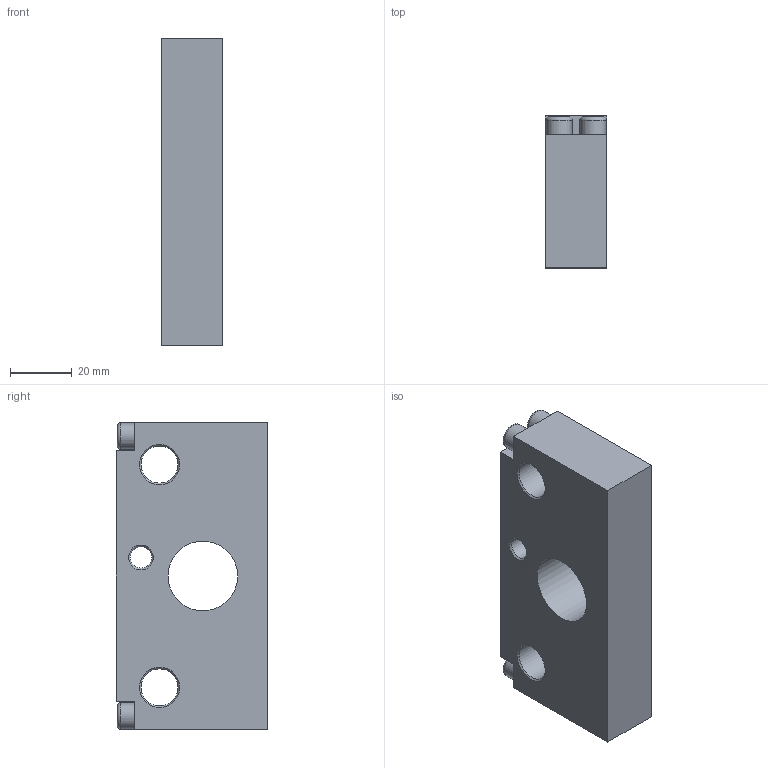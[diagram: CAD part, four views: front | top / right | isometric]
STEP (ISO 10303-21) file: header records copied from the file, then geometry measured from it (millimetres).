
FILE_DESCRIPTION(/* description */ ('STEP AP214'),/* implementation_level */ '2;1');
FILE_NAME(/* name */ '119529_SLM-20-KF-A',/* time_stamp */ '2024-09-15T07:17:29+02:00',/* author */ ('License CC BY-ND 4.0'),/* organization */ ('CADENAS'),/* preprocessor_version */ 'ST-DEVELOPER v19.3',/* originating_system */ 'PARTsolutions',/* authorisation */ ' ');
FILE_SCHEMA (('AUTOMOTIVE_DESIGN {1 0 10303 214 3 1 1}'));
Length unit declared in the file: millimetre
Products named in the file (1): 119529 SLM-20-KF-A
Bounding box: 20 x 49 x 99.5 mm (x, y, z)
Volume: 83187.3 mm3; surface area: 18112.1 mm2
Topology: 1 solids, 1 shells, 60 faces, 140 edges, 90 vertices
Faces by surface type: plane 42, cylinder 8, cone 6, torus 4
Full cylindrical faces by diameter (mm): 6.917 x1, 8.5 x4, 12 x2, 22.5 x1
Entity records: 1646 total; most frequent: CARTESIAN_POINT 273, DIRECTION 270, ORIENTED_EDGE 244, EDGE_CURVE 122, LINE 96, VECTOR 96, EDGE_LOOP 94, FACE_BOUND 94
